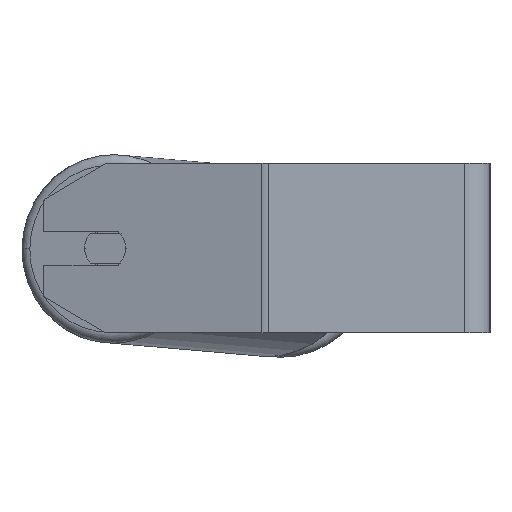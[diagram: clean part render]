
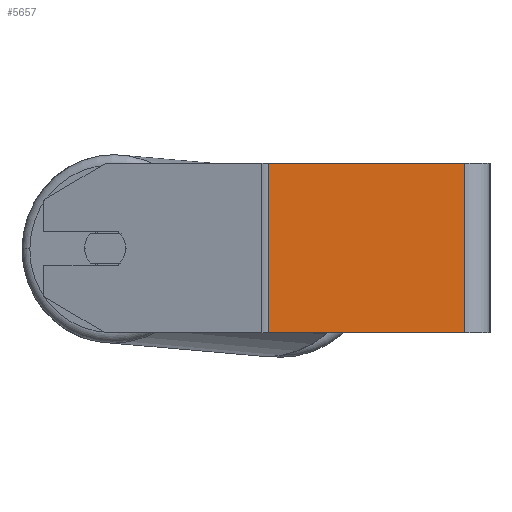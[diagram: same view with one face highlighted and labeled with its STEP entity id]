
A CAD part, left-side view. The second image highlights one B-rep face of the part: STEP entity #5657.
In plain terms, the highlighted planar face has unit normal (-1, 0, 0).
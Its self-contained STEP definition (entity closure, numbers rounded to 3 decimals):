
#378 = VERTEX_POINT ( 'NONE', #6139 ) ;
#520 = CARTESIAN_POINT ( 'NONE',  ( -490., 12., 40. ) ) ;
#792 = AXIS2_PLACEMENT_3D ( 'NONE', #7021, #1582, #5707 ) ;
#1174 = EDGE_CURVE ( 'NONE', #378, #5891, #2750, .T. ) ;
#1207 = VECTOR ( 'NONE', #1982, 1000. ) ;
#1328 = LINE ( 'NONE', #6675, #1207 ) ;
#1478 = VERTEX_POINT ( 'NONE', #2110 ) ;
#1582 = DIRECTION ( 'NONE',  ( 1., 0., 0. ) ) ;
#1742 = ORIENTED_EDGE ( 'NONE', *, *, #4240, .F. ) ;
#1862 = EDGE_CURVE ( 'NONE', #5215, #1478, #6579, .T. ) ;
#1982 = DIRECTION ( 'NONE',  ( 0., -1., 0. ) ) ;
#2110 = CARTESIAN_POINT ( 'NONE',  ( -490., 12., -40. ) ) ;
#2117 = CARTESIAN_POINT ( 'NONE',  ( -490., 104.506, 40. ) ) ;
#2477 = EDGE_LOOP ( 'NONE', ( #3172, #7257, #1742, #6171 ) ) ;
#2632 = CARTESIAN_POINT ( 'NONE',  ( -490., 106.086, 40. ) ) ;
#2750 = LINE ( 'NONE', #2117, #5731 ) ;
#2917 = FACE_OUTER_BOUND ( 'NONE', #2477, .T. ) ;
#3172 = ORIENTED_EDGE ( 'NONE', *, *, #5132, .T. ) ;
#3534 = PLANE ( 'NONE',  #792 ) ;
#3600 = VECTOR ( 'NONE', #5955, 1000. ) ;
#4240 = EDGE_CURVE ( 'NONE', #378, #5215, #8690, .T. ) ;
#4680 = CARTESIAN_POINT ( 'NONE',  ( -490., 104.506, -40. ) ) ;
#4799 = CARTESIAN_POINT ( 'NONE',  ( -490., 12., 40. ) ) ;
#4803 = DIRECTION ( 'NONE',  ( 0., 0., -1. ) ) ;
#5132 = EDGE_CURVE ( 'NONE', #5891, #1478, #1328, .T. ) ;
#5215 = VERTEX_POINT ( 'NONE', #4799 ) ;
#5657 = ADVANCED_FACE ( 'NONE', ( #2917 ), #3534, .F. ) ;
#5707 = DIRECTION ( 'NONE',  ( 0., 0., -1. ) ) ;
#5731 = VECTOR ( 'NONE', #4803, 1000. ) ;
#5891 = VERTEX_POINT ( 'NONE', #4680 ) ;
#5955 = DIRECTION ( 'NONE',  ( 0., -1., 0. ) ) ;
#6139 = CARTESIAN_POINT ( 'NONE',  ( -490., 104.506, 40. ) ) ;
#6171 = ORIENTED_EDGE ( 'NONE', *, *, #1174, .T. ) ;
#6579 = LINE ( 'NONE', #520, #7088 ) ;
#6675 = CARTESIAN_POINT ( 'NONE',  ( -490., 106.086, -40. ) ) ;
#7021 = CARTESIAN_POINT ( 'NONE',  ( -490., 106.086, 40. ) ) ;
#7088 = VECTOR ( 'NONE', #7944, 1000. ) ;
#7257 = ORIENTED_EDGE ( 'NONE', *, *, #1862, .F. ) ;
#7944 = DIRECTION ( 'NONE',  ( 0., 0., -1. ) ) ;
#8690 = LINE ( 'NONE', #2632, #3600 ) ;
